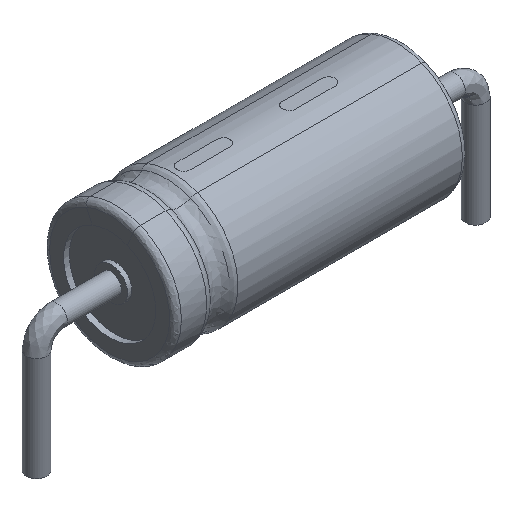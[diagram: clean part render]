
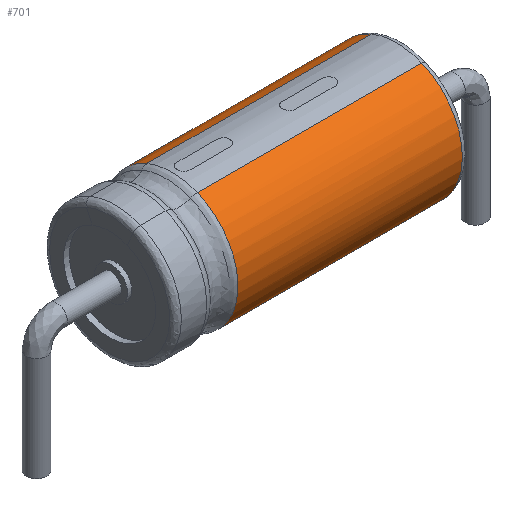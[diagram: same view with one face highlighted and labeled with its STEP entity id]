
A CAD part, isometric view. The second image highlights one B-rep face of the part: STEP entity #701.
In plain terms, the highlighted cylindrical face has radius 2.25 mm (diameter 4.5 mm), a partial arc.
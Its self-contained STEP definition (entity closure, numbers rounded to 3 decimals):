
#166=DIRECTION('',(-1.,0.,0.));
#180=DIRECTION('',(0.,0.383,0.924));
#283=VECTOR('',#284,1.);
#284=DIRECTION('',(1.,0.,0.));
#572=VERTEX_POINT('',#573);
#573=CARTESIAN_POINT('',(-2.865,0.861,4.329));
#583=ORIENTED_EDGE('',*,*,#584,.T.);
#584=EDGE_CURVE('',#572,#585,#587,.T.);
#585=VERTEX_POINT('',#586);
#586=CARTESIAN_POINT('',(-2.865,-0.861,4.329));
#587=B_SPLINE_CURVE_WITH_KNOTS('',11,(#588,#589,#590,#591,#592,#593,#594,#595,#596,#597,#598,#599,#600,#601,#602,#603,#604,#605,#606,#607,#608,#609,#610,#611,#612,#613,#614,#615,#616,#617,#618,#619),.UNSPECIFIED.,.F.,.F.,(12,10,10,12),(-0.527,0.,12.37,12.897),.UNSPECIFIED.);
#588=CARTESIAN_POINT('',(-2.865,0.374,4.53));
#589=CARTESIAN_POINT('',(-2.865,0.419,4.512));
#590=CARTESIAN_POINT('',(-2.865,0.463,4.494));
#591=CARTESIAN_POINT('',(-2.865,0.508,4.475));
#592=CARTESIAN_POINT('',(-2.865,0.552,4.457));
#593=CARTESIAN_POINT('',(-2.865,0.596,4.438));
#594=CARTESIAN_POINT('',(-2.865,0.641,4.42));
#595=CARTESIAN_POINT('',(-2.865,0.685,4.402));
#596=CARTESIAN_POINT('',(-2.865,0.729,4.383));
#597=CARTESIAN_POINT('',(-2.865,0.773,4.365));
#598=CARTESIAN_POINT('',(-2.865,0.817,4.347));
#599=CARTESIAN_POINT('',(-2.865,1.893,3.901));
#600=CARTESIAN_POINT('',(-2.865,2.709,2.905));
#601=CARTESIAN_POINT('',(-2.865,2.932,1.445));
#602=CARTESIAN_POINT('',(-2.865,2.256,0.022));
#603=CARTESIAN_POINT('',(-2.865,0.954,-0.98));
#604=CARTESIAN_POINT('',(-2.865,-0.954,-0.98));
#605=CARTESIAN_POINT('',(-2.865,-2.256,0.022));
#606=CARTESIAN_POINT('',(-2.865,-2.932,1.445));
#607=CARTESIAN_POINT('',(-2.865,-2.709,2.905));
#608=CARTESIAN_POINT('',(-2.865,-1.893,3.901));
#609=CARTESIAN_POINT('',(-2.865,-0.817,4.347));
#610=CARTESIAN_POINT('',(-2.865,-0.773,4.365));
#611=CARTESIAN_POINT('',(-2.865,-0.729,4.383));
#612=CARTESIAN_POINT('',(-2.865,-0.685,4.402));
#613=CARTESIAN_POINT('',(-2.865,-0.641,4.42));
#614=CARTESIAN_POINT('',(-2.865,-0.596,4.438));
#615=CARTESIAN_POINT('',(-2.865,-0.552,4.457));
#616=CARTESIAN_POINT('',(-2.865,-0.508,4.475));
#617=CARTESIAN_POINT('',(-2.865,-0.463,4.494));
#618=CARTESIAN_POINT('',(-2.865,-0.419,4.512));
#619=CARTESIAN_POINT('',(-2.865,-0.374,4.53));
#701=ADVANCED_FACE('',(#702),#721,.T.);
#702=FACE_BOUND('',#703,.F.);
#703=EDGE_LOOP('',(#704,#583,#710,#716));
#704=ORIENTED_EDGE('',*,*,#705,.F.);
#705=EDGE_CURVE('',#572,#706,#708,.T.);
#706=VERTEX_POINT('',#707);
#707=CARTESIAN_POINT('',(4.8,0.861,4.329));
#708=LINE('',#709,#283);
#709=CARTESIAN_POINT('',(-3.,0.861,4.329));
#710=ORIENTED_EDGE('',*,*,#711,.T.);
#711=EDGE_CURVE('',#585,#712,#714,.T.);
#712=VERTEX_POINT('',#713);
#713=CARTESIAN_POINT('',(4.8,-0.861,4.329));
#714=LINE('',#715,#283);
#715=CARTESIAN_POINT('',(-3.,-0.861,4.329));
#716=ORIENTED_EDGE('',*,*,#717,.F.);
#717=EDGE_CURVE('',#706,#712,#718,.T.);
#718=CIRCLE('',#719,2.25);
#719=AXIS2_PLACEMENT_3D('',#720,#166,#180);
#720=CARTESIAN_POINT('',(4.8,0.,2.25));
#721=CYLINDRICAL_SURFACE('',#722,2.25);
#722=AXIS2_PLACEMENT_3D('',#723,#284,#180);
#723=CARTESIAN_POINT('',(-3.,0.,2.25));
